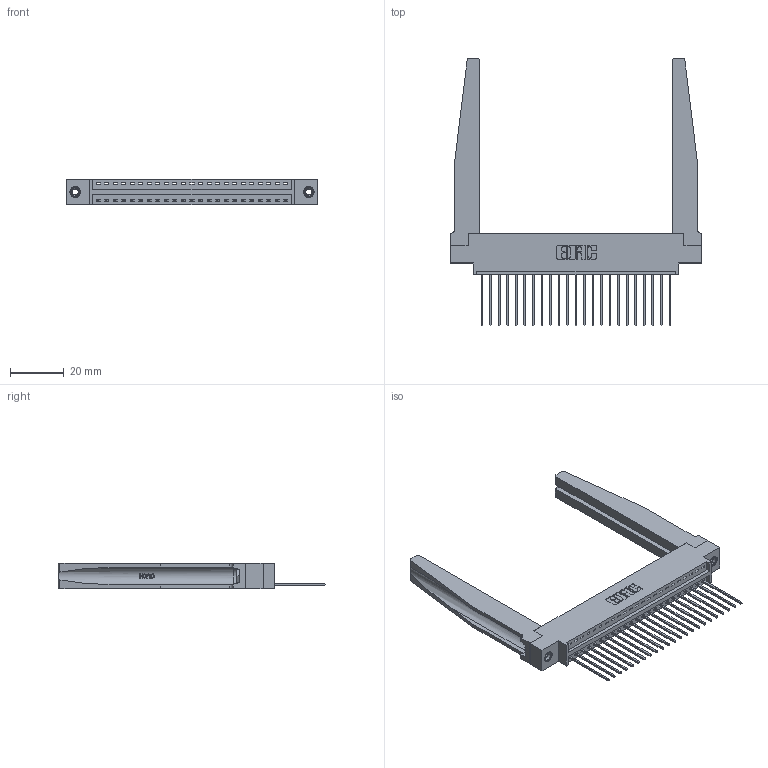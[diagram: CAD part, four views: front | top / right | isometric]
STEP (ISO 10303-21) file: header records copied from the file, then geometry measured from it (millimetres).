
FILE_DESCRIPTION (( 'STEP AP203' ), '1' );
FILE_NAME ('396-023-541-678.STEP', '2019-10-27T05:31:55', ( '' ), ( '' ), 'SwSTEP 2.0', 'SolidWorks 2016', '' );
FILE_SCHEMA (( 'CONFIG_CONTROL_DESIGN' ));
Length unit declared in the file: inch
Products named in the file (5): 346 Part_0.170 Offset - 0.156 Dia-TH; 346-220-078_345-220-078; 396-023-541-678; 345-250-001_345-250-001-102; 345-292-001_345-293-141
Assembly tree (28 placements, depth 2):
  396-023-541-678
    346 Part_0.170 Offset - 0.156 Dia-TH
    345-292-001_345-293-141  x23
    346-220-078_345-220-078  x2
    345-250-001_345-250-001-102  x2
Bounding box: 93.6 x 99.57 x 9.4 mm (x, y, z)
Volume: 15658.7 mm3; surface area: 17885 mm2
Topology: 28 solids, 28 shells, 1694 faces, 4997 edges, 3290 vertices
Faces by surface type: plane 1142, cylinder 500, bspline 36, cone 12, torus 4
Entity records: 21730 total; most frequent: CARTESIAN_POINT 4644, ORIENTED_EDGE 3490, DIRECTION 3105, EDGE_CURVE 1745, VECTOR 1427, LINE 1427, VERTEX_POINT 1156, AXIS2_PLACEMENT_3D 839
